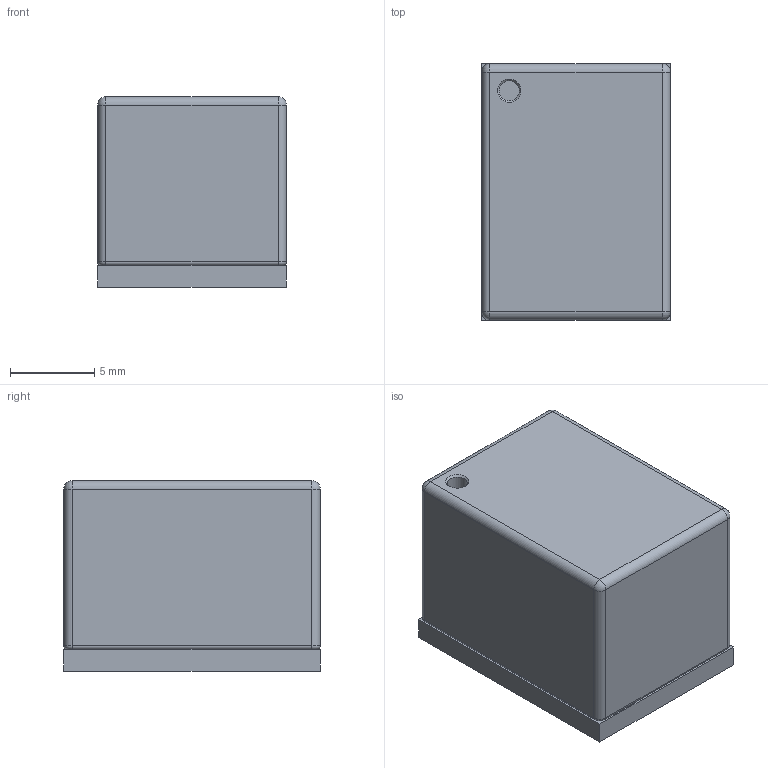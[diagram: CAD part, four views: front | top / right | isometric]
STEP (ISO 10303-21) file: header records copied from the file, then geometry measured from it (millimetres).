
FILE_DESCRIPTION(('FreeCAD Model'),'2;1');
FILE_NAME('Open CASCADE Shape Model','2023-10-25T17:26:50',(''),(''), 'Open CASCADE STEP processor 7.6','FreeCAD','Unknown');
FILE_SCHEMA(('AUTOMOTIVE_DESIGN { 1 0 10303 214 1 1 1 1 }'));
Length unit declared in the file: millimetre
Products named in the file (1): Body
Bounding box: 11.2 x 15.2 x 11.3 mm (x, y, z)
Volume: 1917.3 mm3; surface area: 936.8 mm2
Topology: 1 solids, 1 shells, 34 faces, 73 edges, 39 vertices
Faces by surface type: cylinder 13, plane 12, sphere 4, torus 4, cone 1
Full cylindrical faces by diameter (mm): 1.18 x1
Entity records: 1138 total; most frequent: DIRECTION 170, CARTESIAN_POINT 143, ORIENTED_EDGE 138, EDGE_CURVE 69, AXIS2_PLACEMENT_3D 66, VERTEX_POINT 39, LINE 38, VECTOR 38
